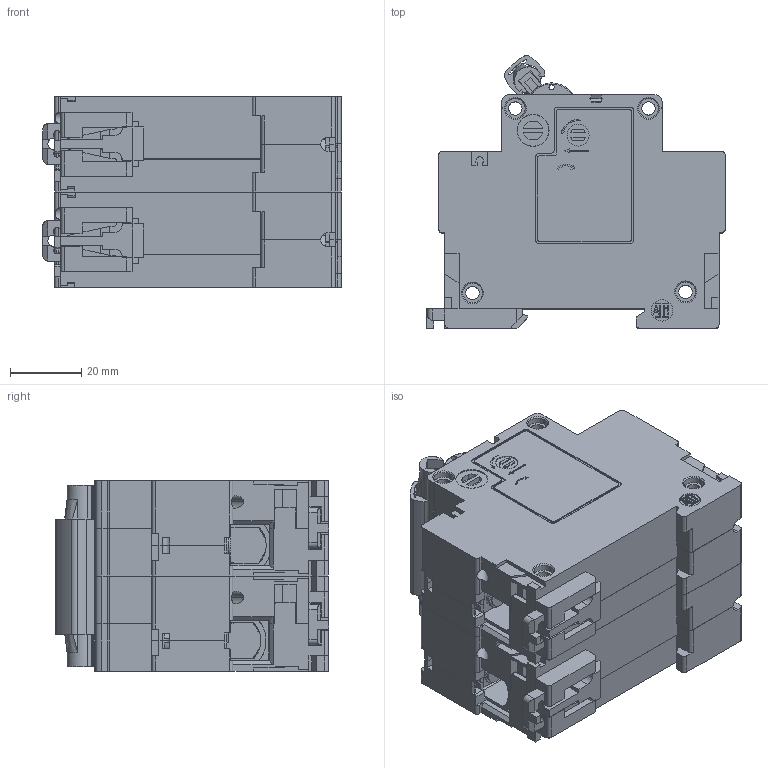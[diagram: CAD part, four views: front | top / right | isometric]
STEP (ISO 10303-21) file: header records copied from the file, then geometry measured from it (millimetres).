
FILE_DESCRIPTION((''),'2;1');
FILE_NAME('ASM0001_ASM','2023-03-07T15:54:00',('yanglun'),(''),'CREO PARAMETRIC BY PTC INC, 2020044','CREO PARAMETRIC BY PTC INC, 2020044','');
FILE_SCHEMA(('CONFIG_CONTROL_DESIGN','SHAPE_APPEARANCE_LAYERS_GROUPS'));
Products named in the file (30): PRT0028-15279_1; 8-322-058_5-34187_1; 8-322-058_5-34759_1; PRT0028-50601_1; 8-322-058_5-69509_1; 8-322-058_5-70081_1; 2P_13_1; ZHISHIJIAN-72477_1; ZHISHIJIAN-73305_1; 8-574-047-74131_1; 8-904-006_SOLID_1-85368_1; 8-904-006_QUILT_1-86760_1; 8-574-047-86852_1; 8-904-006_SOLID_1-98089_1; 8-904-006_QUILT_1-99481_1; 8-574-047-99573_1; 8-904-006_SOLID_1-110810_1; 8-904-006_QUILT_1-112202_1; 8-574-047-112294_1; 8-904-006_SOLID_1-123531_1; 8-904-006_QUILT_1-124923_1; ZHIDONGJIAN-125015_1; ZHIDONGJIAN-126407_1; 8-233-049_1; ASM0006_1_ASM; 8ZTD005025B1E_; 8ZTD315112B1E_; 8ZTD315111B1E_; 8ZTD005026B1E_; ASM0001_ASM
Assembly tree (29 placements, depth 3):
  ASM0001_ASM
    ASM0006_1_ASM
      PRT0028-15279_1
      8-322-058_5-34187_1
      8-322-058_5-34759_1
      PRT0028-50601_1
      8-322-058_5-69509_1
      8-322-058_5-70081_1
      2P_13_1
      ZHISHIJIAN-72477_1
      ZHISHIJIAN-73305_1
      8-574-047-74131_1
      8-904-006_SOLID_1-85368_1
      8-904-006_QUILT_1-86760_1
      8-574-047-86852_1
      8-904-006_SOLID_1-98089_1
      8-904-006_QUILT_1-99481_1
      8-574-047-99573_1
      8-904-006_SOLID_1-110810_1
      8-904-006_QUILT_1-112202_1
      8-574-047-112294_1
      8-904-006_SOLID_1-123531_1
      8-904-006_QUILT_1-124923_1
      ZHIDONGJIAN-125015_1
      ZHIDONGJIAN-126407_1
      8-233-049_1
    8ZTD005025B1E_
    8ZTD315112B1E_
    8ZTD315111B1E_
    8ZTD005026B1E_
Bounding box: 83.73 x 76.66 x 53.6 mm (x, y, z)
Volume: 88701.5 mm3; surface area: 113235.2 mm2
Topology: 24 solids, 73 shells, 6176 faces, 16957 edges, 11082 vertices
Faces by surface type: plane 3836, cylinder 1522, bspline 252, torus 212, sphere 130, cone 124, extrusion 100
Entity records: 211545 total; most frequent: CARTESIAN_POINT 52085, ORIENTED_EDGE 33804, DIRECTION 30826, EDGE_CURVE 16915, VECTOR 11732, LINE 11632, VERTEX_POINT 11078, AXIS2_PLACEMENT_3D 9547
